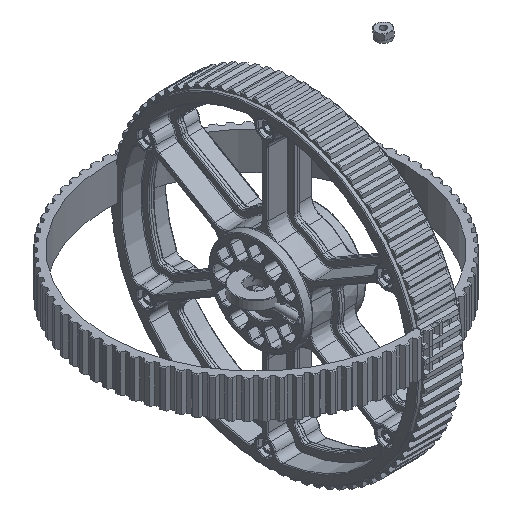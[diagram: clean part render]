
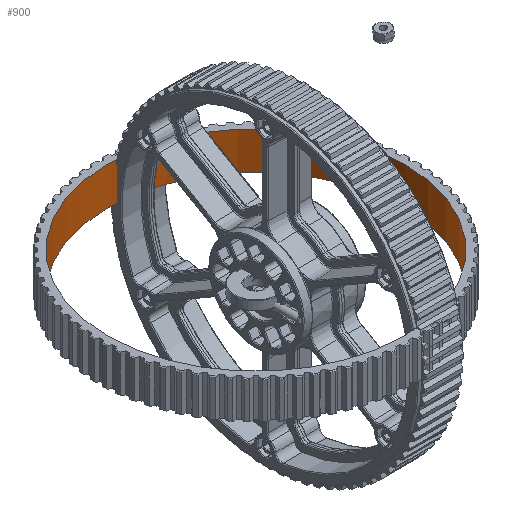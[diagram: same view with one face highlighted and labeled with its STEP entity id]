
A CAD part, isometric view. The second image highlights one B-rep face of the part: STEP entity #900.
In plain terms, the highlighted cylindrical face has radius 99.314 mm (diameter 198.628 mm), a full revolution.
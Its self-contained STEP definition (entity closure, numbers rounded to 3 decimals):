
#900 = ADVANCED_FACE( '', ( #2947, #2948 ), #2949, .F. );
#2947 = FACE_OUTER_BOUND( '', #6163, .T. );
#2948 = FACE_OUTER_BOUND( '', #6164, .T. );
#2949 = CYLINDRICAL_SURFACE( '', #6165, 99.314 );
#6163 = EDGE_LOOP( '', ( #15587 ) );
#6164 = EDGE_LOOP( '', ( #15588 ) );
#6165 = AXIS2_PLACEMENT_3D( '', #15589, #15590, #15591 );
#15587 = ORIENTED_EDGE( '', *, *, #23255, .F. );
#15588 = ORIENTED_EDGE( '', *, *, #23577, .T. );
#15589 = CARTESIAN_POINT( '', ( 0., 0., 25.4 ) );
#15590 = DIRECTION( '', ( 0., 0., 1. ) );
#15591 = DIRECTION( '', ( -1., 0., 0. ) );
#23255 = EDGE_CURVE( '', #27363, #27363, #27364, .T. );
#23577 = EDGE_CURVE( '', #28003, #28003, #28004, .T. );
#27363 = VERTEX_POINT( '', #33697 );
#27364 = CIRCLE( '', #33698, 99.314 );
#28003 = VERTEX_POINT( '', #34581 );
#28004 = CIRCLE( '', #34582, 99.314 );
#33697 = CARTESIAN_POINT( '', ( 99.314, 0., 25.4 ) );
#33698 = AXIS2_PLACEMENT_3D( '', #42975, #42976, #42977 );
#34581 = CARTESIAN_POINT( '', ( 99.314, 0., 0. ) );
#34582 = AXIS2_PLACEMENT_3D( '', #43459, #43460, #43461 );
#42975 = CARTESIAN_POINT( '', ( 0., 0., 25.4 ) );
#42976 = DIRECTION( '', ( 0., 0., -1. ) );
#42977 = DIRECTION( '', ( 1., 0., 0. ) );
#43459 = CARTESIAN_POINT( '', ( 0., 0., 0. ) );
#43460 = DIRECTION( '', ( 0., 0., -1. ) );
#43461 = DIRECTION( '', ( 1., 0., 0. ) );
